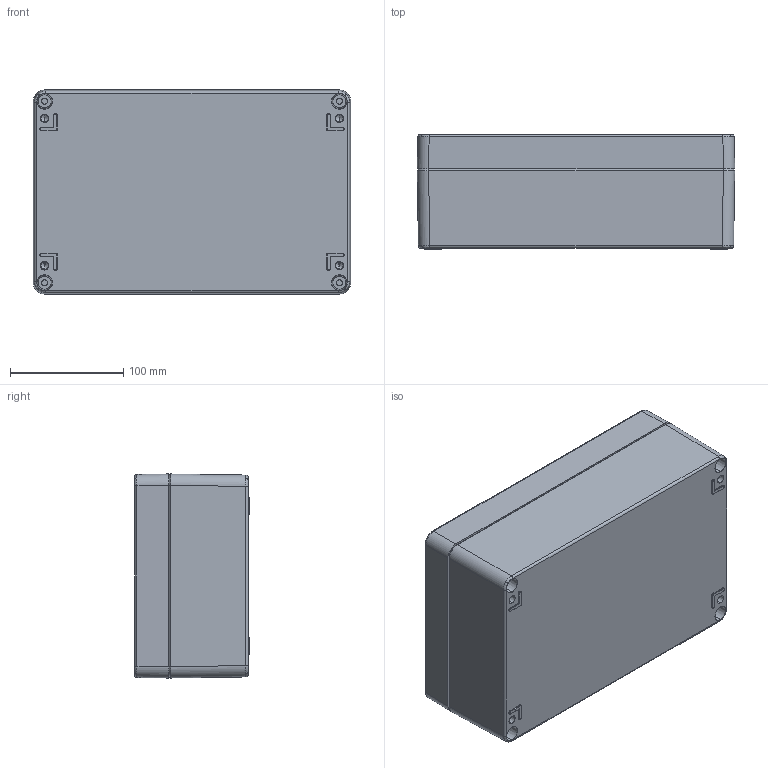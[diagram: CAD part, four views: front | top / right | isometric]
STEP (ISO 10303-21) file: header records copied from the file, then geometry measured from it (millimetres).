
FILE_DESCRIPTION (( 'STEP AP214' ), '1' );
FILE_NAME ('01182810.STEP', '2009-03-10T10:05:14', ( ' ' ), ( '' ), 'SwSTEP 2.0', 'SolidWorks 2008', '' );
FILE_SCHEMA (( 'AUTOMOTIVE_DESIGN' ));
Length unit declared in the file: millimetre
Products named in the file (5): 01161_Standard; 93136_Standard; 02161_Standard; 82009_Standard; 01182810
Assembly tree (7 placements, depth 2):
  01182810
    93136_Standard  x4
    01161_Standard
    82009_Standard
    02161_Standard
Bounding box: 280 x 101 x 180 mm (x, y, z)
Volume: 951905.6 mm3; surface area: 397602.3 mm2
Topology: 7 solids, 7 shells, 947 faces, 2179 edges, 1275 vertices
Faces by surface type: cylinder 228, plane 223, bspline 176, cone 174, torus 138, sphere 8
Entity records: 34029 total; most frequent: CARTESIAN_POINT 15612, DIRECTION 3851, ORIENTED_EDGE 3850, EDGE_CURVE 1925, AXIS2_PLACEMENT_3D 1570, VERTEX_POINT 1125, EDGE_LOOP 924, CIRCLE 882
